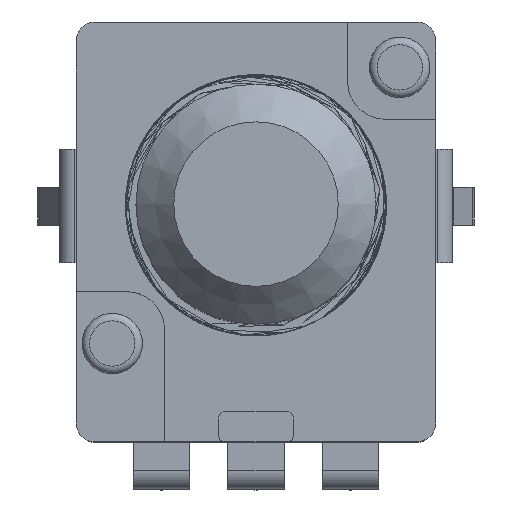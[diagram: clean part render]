
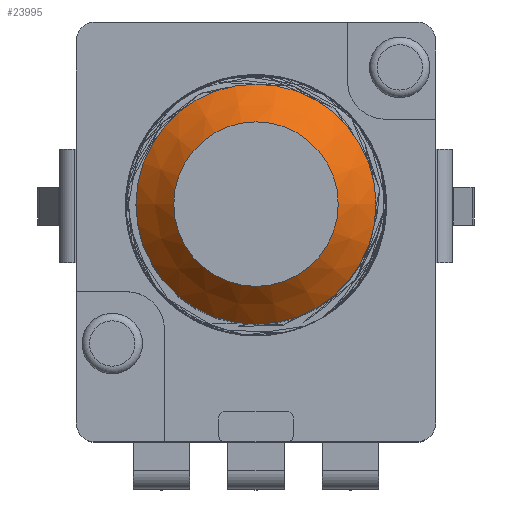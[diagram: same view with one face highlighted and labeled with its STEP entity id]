
A CAD part, top view. The second image highlights one B-rep face of the part: STEP entity #23995.
In plain terms, the highlighted conical face has half-angle 45 degrees and reference radius 3.175 mm.
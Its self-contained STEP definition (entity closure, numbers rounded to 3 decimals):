
#23829 = VERTEX_POINT('',#23830);
#23830 = CARTESIAN_POINT('',(3.172,0.007,29.044)
  );
#23836 = EDGE_CURVE('',#23829,#23829,#23837,.T.);
#23837 = CIRCLE('',#23838,3.175);
#23838 = AXIS2_PLACEMENT_3D('',#23839,#23840,#23841);
#23839 = CARTESIAN_POINT('',(-0.003,0.007,
    29.044));
#23840 = DIRECTION('',(-0.,0.,1.));
#23841 = DIRECTION('',(1.,0.,0.));
#23995 = ADVANCED_FACE('',(#23996),#24015,.T.);
#23996 = FACE_BOUND('',#23997,.T.);
#23997 = EDGE_LOOP('',(#23998,#24006,#24007,#24008));
#23998 = ORIENTED_EDGE('',*,*,#23999,.F.);
#23999 = EDGE_CURVE('',#23829,#24000,#24002,.T.);
#24000 = VERTEX_POINT('',#24001);
#24001 = CARTESIAN_POINT('',(2.172,0.007,30.044)
  );
#24002 = LINE('',#24003,#24004);
#24003 = CARTESIAN_POINT('',(3.172,0.007,29.044)
  );
#24004 = VECTOR('',#24005,1.);
#24005 = DIRECTION('',(-0.707,0.,0.707
    ));
#24006 = ORIENTED_EDGE('',*,*,#23836,.T.);
#24007 = ORIENTED_EDGE('',*,*,#23999,.T.);
#24008 = ORIENTED_EDGE('',*,*,#24009,.F.);
#24009 = EDGE_CURVE('',#24000,#24000,#24010,.T.);
#24010 = CIRCLE('',#24011,2.175);
#24011 = AXIS2_PLACEMENT_3D('',#24012,#24013,#24014);
#24012 = CARTESIAN_POINT('',(-0.003,0.007,
    30.044));
#24013 = DIRECTION('',(-0.,0.,1.));
#24014 = DIRECTION('',(1.,0.,0.));
#24015 = CONICAL_SURFACE('',#24016,3.175,0.785);
#24016 = AXIS2_PLACEMENT_3D('',#24017,#24018,#24019);
#24017 = CARTESIAN_POINT('',(-0.003,0.007,
    29.044));
#24018 = DIRECTION('',(0.,0.,-1.));
#24019 = DIRECTION('',(1.,0.,0.));
